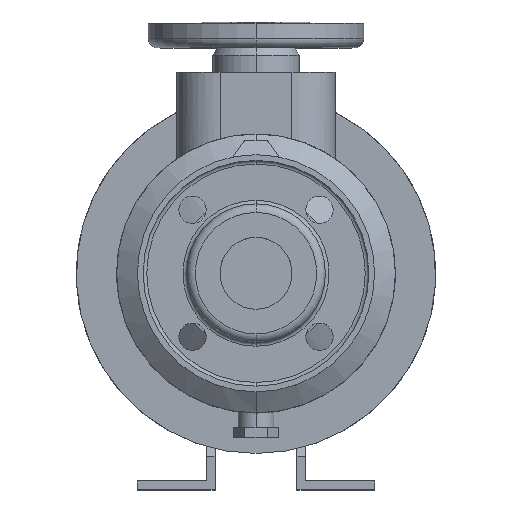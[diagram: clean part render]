
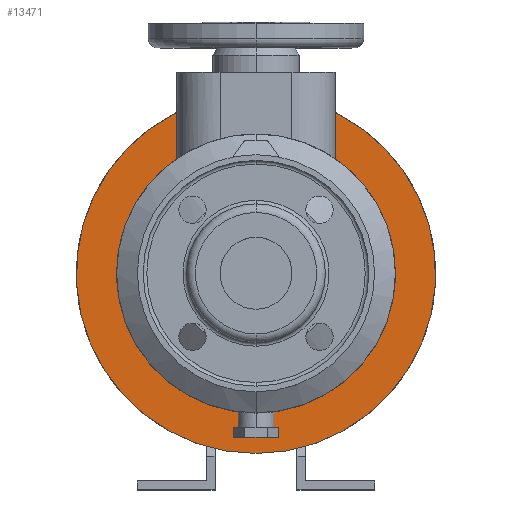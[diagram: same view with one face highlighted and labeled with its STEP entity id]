
A CAD part, top view. The second image highlights one B-rep face of the part: STEP entity #13471.
In plain terms, the highlighted planar face has unit normal (0, 0, 1).
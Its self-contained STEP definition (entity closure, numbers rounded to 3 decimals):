
#29 = CARTESIAN_POINT ( 'NONE',  ( 0., 0., -43. ) ) ;
#258 = DIRECTION ( 'NONE',  ( 0., 0., 1. ) ) ;
#426 = EDGE_CURVE ( 'NONE', #10070, #4598, #8837, .T. ) ;
#430 = CARTESIAN_POINT ( 'NONE',  ( -55., 79.9, -43. ) ) ;
#1088 = DIRECTION ( 'NONE',  ( 0., -1., 0. ) ) ;
#1323 = VERTEX_POINT ( 'NONE', #6922 ) ;
#1478 = VERTEX_POINT ( 'NONE', #9780 ) ;
#1915 = ORIENTED_EDGE ( 'NONE', *, *, #5081, .T. ) ;
#1982 = CIRCLE ( 'NONE', #5028, 125. ) ;
#2023 = EDGE_LOOP ( 'NONE', ( #9080, #11122, #14257, #1915, #9406, #7766 ) ) ;
#2971 = PLANE ( 'NONE',  #11147 ) ;
#3372 = DIRECTION ( 'NONE',  ( 0., 1., 0. ) ) ;
#3744 = VERTEX_POINT ( 'NONE', #14268 ) ;
#3911 = DIRECTION ( 'NONE',  ( 0., -1., 0. ) ) ;
#4598 = VERTEX_POINT ( 'NONE', #14287 ) ;
#5028 = AXIS2_PLACEMENT_3D ( 'NONE', #14009, #258, #8129 ) ;
#5081 = EDGE_CURVE ( 'NONE', #10070, #1323, #11404, .T. ) ;
#5260 = CARTESIAN_POINT ( 'NONE',  ( 0., 97., -43. ) ) ;
#6045 = CARTESIAN_POINT ( 'NONE',  ( 55., 112.25, -43. ) ) ;
#6715 = EDGE_CURVE ( 'NONE', #1323, #1478, #10120, .T. ) ;
#6830 = CARTESIAN_POINT ( 'NONE',  ( -55., -125.002, -43. ) ) ;
#6922 = CARTESIAN_POINT ( 'NONE',  ( -55., 112.25, -43. ) ) ;
#7766 = ORIENTED_EDGE ( 'NONE', *, *, #12042, .T. ) ;
#8001 = LINE ( 'NONE', #11169, #11367 ) ;
#8129 = DIRECTION ( 'NONE',  ( 0., -1., 0. ) ) ;
#8474 = AXIS2_PLACEMENT_3D ( 'NONE', #10225, #11175, #1088 ) ;
#8837 = CIRCLE ( 'NONE', #13761, 97. ) ;
#9016 = DIRECTION ( 'NONE',  ( 0., 0., 1. ) ) ;
#9039 = DIRECTION ( 'NONE',  ( 0., 1., 0. ) ) ;
#9080 = ORIENTED_EDGE ( 'NONE', *, *, #12746, .F. ) ;
#9406 = ORIENTED_EDGE ( 'NONE', *, *, #6715, .T. ) ;
#9551 = EDGE_CURVE ( 'NONE', #4598, #3744, #9685, .T. ) ;
#9628 = VERTEX_POINT ( 'NONE', #6045 ) ;
#9685 = CIRCLE ( 'NONE', #13670, 97. ) ;
#9780 = CARTESIAN_POINT ( 'NONE',  ( 0., -125., -43. ) ) ;
#10070 = VERTEX_POINT ( 'NONE', #430 ) ;
#10120 = CIRCLE ( 'NONE', #8474, 125. ) ;
#10225 = CARTESIAN_POINT ( 'NONE',  ( 0., 0., -43. ) ) ;
#10529 = CARTESIAN_POINT ( 'NONE',  ( 0., 0., -43. ) ) ;
#10857 = FACE_OUTER_BOUND ( 'NONE', #2023, .T. ) ;
#11122 = ORIENTED_EDGE ( 'NONE', *, *, #9551, .F. ) ;
#11147 = AXIS2_PLACEMENT_3D ( 'NONE', #5260, #13060, #14014 ) ;
#11169 = CARTESIAN_POINT ( 'NONE',  ( 55., -125.002, -43. ) ) ;
#11175 = DIRECTION ( 'NONE',  ( 0., 0., 1. ) ) ;
#11367 = VECTOR ( 'NONE', #9039, 1000. ) ;
#11404 = LINE ( 'NONE', #6830, #11994 ) ;
#11994 = VECTOR ( 'NONE', #3372, 1000. ) ;
#12042 = EDGE_CURVE ( 'NONE', #1478, #9628, #1982, .T. ) ;
#12398 = DIRECTION ( 'NONE',  ( 0., -1., 0. ) ) ;
#12746 = EDGE_CURVE ( 'NONE', #3744, #9628, #8001, .T. ) ;
#12814 = DIRECTION ( 'NONE',  ( 0., 0., 1. ) ) ;
#13060 = DIRECTION ( 'NONE',  ( 0., 0., -1. ) ) ;
#13471 = ADVANCED_FACE ( 'NONE', ( #10857 ), #2971, .F. ) ;
#13670 = AXIS2_PLACEMENT_3D ( 'NONE', #10529, #12814, #3911 ) ;
#13761 = AXIS2_PLACEMENT_3D ( 'NONE', #29, #9016, #12398 ) ;
#14009 = CARTESIAN_POINT ( 'NONE',  ( 0., 0., -43. ) ) ;
#14014 = DIRECTION ( 'NONE',  ( 0., 1., 0. ) ) ;
#14257 = ORIENTED_EDGE ( 'NONE', *, *, #426, .F. ) ;
#14268 = CARTESIAN_POINT ( 'NONE',  ( 55., 79.9, -43. ) ) ;
#14287 = CARTESIAN_POINT ( 'NONE',  ( 0., -97., -43. ) ) ;
